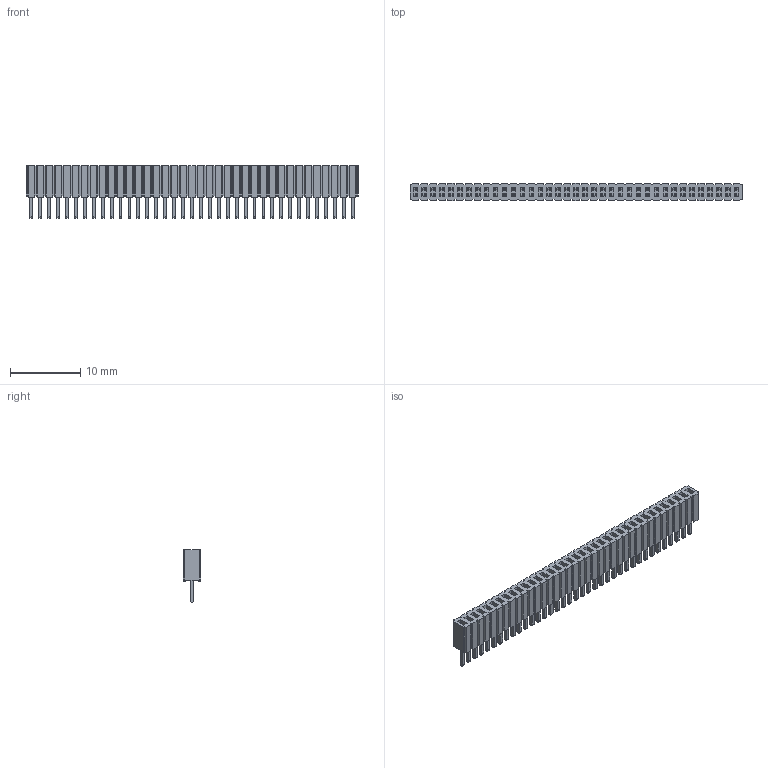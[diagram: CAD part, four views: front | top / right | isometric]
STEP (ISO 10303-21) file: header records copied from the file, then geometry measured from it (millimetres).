
FILE_DESCRIPTION(('FreeCAD Model'),'2;1');
FILE_NAME('Open CASCADE Shape Model','2025-01-08T13:24:54',(''),(''), 'Open CASCADE STEP processor 7.8','FreeCAD','Unknown');
FILE_SCHEMA(('AUTOMOTIVE_DESIGN { 1 0 10303 214 1 1 1 1 }'));
Length unit declared in the file: millimetre
Products named in the file (2): SLM-137-01-S_socket; C-29-01-37-S
Bounding box: 47.22 x 2.54 x 7.49 mm (x, y, z)
Volume: 450.8 mm3; surface area: 2047 mm2
Topology: 2 solids, 2 shells, 1348 faces, 3662 edges, 2392 vertices
Faces by surface type: plane 1311, cylinder 37
Entity records: 41476 total; most frequent: CARTESIAN_POINT 7403, ORIENTED_EDGE 7324, DIRECTION 6434, EDGE_CURVE 3662, LINE 3588, VECTOR 3588, VERTEX_POINT 2392, AXIS2_PLACEMENT_3D 1423
